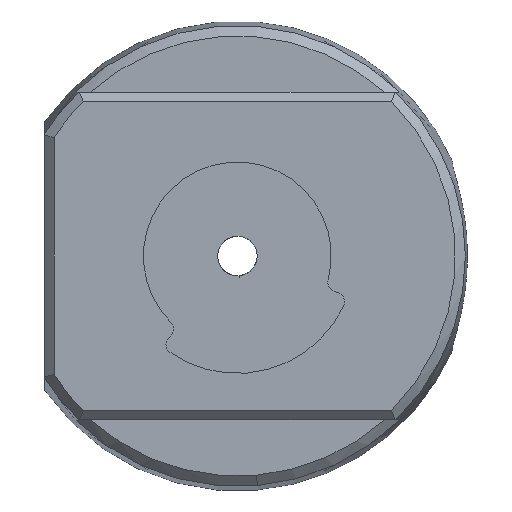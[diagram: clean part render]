
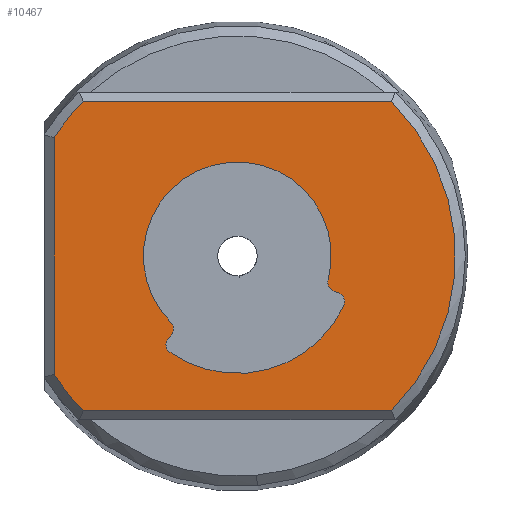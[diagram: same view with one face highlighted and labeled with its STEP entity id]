
A CAD part, left-side view. The second image highlights one B-rep face of the part: STEP entity #10467.
In plain terms, the highlighted planar face has unit normal (-1, 0, 0).
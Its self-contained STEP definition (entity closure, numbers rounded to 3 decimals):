
#39 = EDGE_CURVE ( 'NONE', #986, #15758, #13526, .T. ) ;
#60 = VERTEX_POINT ( 'NONE', #228 ) ;
#108 = CARTESIAN_POINT ( 'NONE',  ( -15., -12.745, -1.109 ) ) ;
#228 = CARTESIAN_POINT ( 'NONE',  ( -15., 17.391, -10.897 ) ) ;
#361 = DIRECTION ( 'NONE',  ( -1., 0., 0. ) ) ;
#362 = VECTOR ( 'NONE', #12084, 1000. ) ;
#433 = DIRECTION ( 'NONE',  ( 0., 0.087, 0.996 ) ) ;
#575 = CARTESIAN_POINT ( 'NONE',  ( -15., -1.237, 11.66 ) ) ;
#697 = VERTEX_POINT ( 'NONE', #15094 ) ;
#986 = VERTEX_POINT ( 'NONE', #6627 ) ;
#1028 = DIRECTION ( 'NONE',  ( -1., 0., 0. ) ) ;
#1075 = EDGE_CURVE ( 'NONE', #9017, #2198, #5495, .T. ) ;
#1400 = DIRECTION ( 'NONE',  ( 0., 0.087, 0.996 ) ) ;
#1506 = AXIS2_PLACEMENT_3D ( 'NONE', #108, #1028, #15351 ) ;
#1531 = CARTESIAN_POINT ( 'NONE',  ( -15., -12.532, -3.16 ) ) ;
#1609 = VERTEX_POINT ( 'NONE', #7081 ) ;
#1658 = CARTESIAN_POINT ( 'NONE',  ( -15., -18.505, 18.131 ) ) ;
#1695 = DIRECTION ( 'NONE',  ( 0., 0.087, 0.996 ) ) ;
#1868 = CARTESIAN_POINT ( 'NONE',  ( -15., -18.913, -14.735 ) ) ;
#1878 = VERTEX_POINT ( 'NONE', #15453 ) ;
#1957 = ORIENTED_EDGE ( 'NONE', *, *, #10888, .F. ) ;
#1961 = AXIS2_PLACEMENT_3D ( 'NONE', #9755, #4904, #5905 ) ;
#2198 = VERTEX_POINT ( 'NONE', #10174 ) ;
#2230 = CARTESIAN_POINT ( 'NONE',  ( -15., 5.063, -8.54 ) ) ;
#2355 = CARTESIAN_POINT ( 'NONE',  ( -15., -2.109, 1.698 ) ) ;
#2363 = VERTEX_POINT ( 'NONE', #10022 ) ;
#2550 = CIRCLE ( 'NONE', #4679, 10. ) ;
#2781 = ORIENTED_EDGE ( 'NONE', *, *, #10706, .T. ) ;
#2825 = CARTESIAN_POINT ( 'NONE',  ( -15., 5.699, -6.051 ) ) ;
#3117 = DIRECTION ( 'NONE',  ( 0., 0., -1. ) ) ;
#3439 = CARTESIAN_POINT ( 'NONE',  ( -15., -2.109, 1.698 ) ) ;
#3519 = FACE_BOUND ( 'NONE', #6174, .T. ) ;
#3688 = CARTESIAN_POINT ( 'NONE',  ( -15., -13.439, -3.582 ) ) ;
#3881 = VECTOR ( 'NONE', #4953, 1000. ) ;
#4085 = AXIS2_PLACEMENT_3D ( 'NONE', #1531, #15684, #1695 ) ;
#4349 = CIRCLE ( 'NONE', #4085, 1. ) ;
#4374 = LINE ( 'NONE', #1868, #362 ) ;
#4380 = CARTESIAN_POINT ( 'NONE',  ( -15., 4.989, -5.346 ) ) ;
#4444 = VERTEX_POINT ( 'NONE', #3688 ) ;
#4587 = VERTEX_POINT ( 'NONE', #6616 ) ;
#4679 = AXIS2_PLACEMENT_3D ( 'NONE', #10404, #361, #6397 ) ;
#4714 = CARTESIAN_POINT ( 'NONE',  ( -15., -12.403, -2.049 ) ) ;
#4774 = CARTESIAN_POINT ( 'NONE',  ( -15., -13.855, -2.577 ) ) ;
#4904 = DIRECTION ( 'NONE',  ( -1., 0., 0. ) ) ;
#4953 = DIRECTION ( 'NONE',  ( 0., 0.643, -0.766 ) ) ;
#4964 = AXIS2_PLACEMENT_3D ( 'NONE', #11746, #11662, #433 ) ;
#4997 = EDGE_CURVE ( 'NONE', #13650, #6008, #16238, .T. ) ;
#5369 = ORIENTED_EDGE ( 'NONE', *, *, #8942, .F. ) ;
#5495 = CIRCLE ( 'NONE', #4964, 1. ) ;
#5872 = DIRECTION ( 'NONE',  ( 0., 0.087, 0.996 ) ) ;
#5905 = DIRECTION ( 'NONE',  ( 0., 0.087, 0.996 ) ) ;
#5922 = ORIENTED_EDGE ( 'NONE', *, *, #10374, .T. ) ;
#5955 = CIRCLE ( 'NONE', #14009, 10. ) ;
#6008 = VERTEX_POINT ( 'NONE', #4714 ) ;
#6174 = EDGE_LOOP ( 'NONE', ( #5369, #6422, #6706, #8398, #10455, #9406, #1957, #14465, #13968 ) ) ;
#6252 = DIRECTION ( 'NONE',  ( -1., 0., 0. ) ) ;
#6283 = AXIS2_PLACEMENT_3D ( 'NONE', #11838, #10488, #12761 ) ;
#6397 = DIRECTION ( 'NONE',  ( 0., 0.087, 0.996 ) ) ;
#6422 = ORIENTED_EDGE ( 'NONE', *, *, #6477, .T. ) ;
#6477 = EDGE_CURVE ( 'NONE', #697, #6008, #11674, .T. ) ;
#6616 = CARTESIAN_POINT ( 'NONE',  ( -15., -18.505, -14.735 ) ) ;
#6627 = CARTESIAN_POINT ( 'NONE',  ( -15., 4.932, -6.694 ) ) ;
#6706 = ORIENTED_EDGE ( 'NONE', *, *, #4997, .F. ) ;
#6920 = EDGE_CURVE ( 'NONE', #13650, #4444, #4349, .T. ) ;
#7039 = CIRCLE ( 'NONE', #9975, 23.214 ) ;
#7081 = CARTESIAN_POINT ( 'NONE',  ( -15., 14.287, 18.131 ) ) ;
#7129 = DIRECTION ( 'NONE',  ( -1., 0., 0. ) ) ;
#7196 = EDGE_CURVE ( 'NONE', #8534, #1609, #15595, .T. ) ;
#7297 = AXIS2_PLACEMENT_3D ( 'NONE', #2355, #16166, #5872 ) ;
#7420 = CIRCLE ( 'NONE', #11717, 23.214 ) ;
#7447 = EDGE_LOOP ( 'NONE', ( #16547, #5922, #2781, #15159, #11577, #14890 ) ) ;
#7462 = PLANE ( 'NONE',  #7297 ) ;
#7659 = VECTOR ( 'NONE', #11222, 1000. ) ;
#8398 = ORIENTED_EDGE ( 'NONE', *, *, #6920, .T. ) ;
#8534 = VERTEX_POINT ( 'NONE', #1658 ) ;
#8551 = CARTESIAN_POINT ( 'NONE',  ( -15., -12.874, -2.22 ) ) ;
#8907 = VECTOR ( 'NONE', #9391, 1000. ) ;
#8942 = EDGE_CURVE ( 'NONE', #697, #12664, #5955, .T. ) ;
#8969 = CARTESIAN_POINT ( 'NONE',  ( -15., 4.319, -5.962 ) ) ;
#9017 = VERTEX_POINT ( 'NONE', #2230 ) ;
#9238 = AXIS2_PLACEMENT_3D ( 'NONE', #2825, #10272, #1400 ) ;
#9391 = DIRECTION ( 'NONE',  ( 0., 1., 0. ) ) ;
#9406 = ORIENTED_EDGE ( 'NONE', *, *, #1075, .T. ) ;
#9482 = LINE ( 'NONE', #14602, #14534 ) ;
#9755 = CARTESIAN_POINT ( 'NONE',  ( -15., -2.109, 1.698 ) ) ;
#9879 = EDGE_CURVE ( 'NONE', #60, #2363, #16134, .T. ) ;
#9975 = AXIS2_PLACEMENT_3D ( 'NONE', #3439, #7129, #12404 ) ;
#10022 = CARTESIAN_POINT ( 'NONE',  ( -15., 14.287, -14.735 ) ) ;
#10174 = CARTESIAN_POINT ( 'NONE',  ( -15., 5.255, -7.078 ) ) ;
#10272 = DIRECTION ( 'NONE',  ( -1., 0., 0. ) ) ;
#10374 = EDGE_CURVE ( 'NONE', #2363, #4587, #4374, .T. ) ;
#10391 = EDGE_CURVE ( 'NONE', #1878, #60, #9482, .T. ) ;
#10404 = CARTESIAN_POINT ( 'NONE',  ( -15., -2.109, 1.698 ) ) ;
#10455 = ORIENTED_EDGE ( 'NONE', *, *, #11304, .F. ) ;
#10467 = ADVANCED_FACE ( 'NONE', ( #14921, #3519 ), #7462, .T. ) ;
#10488 = DIRECTION ( 'NONE',  ( -1., 0., 0. ) ) ;
#10706 = EDGE_CURVE ( 'NONE', #4587, #8534, #7039, .T. ) ;
#10888 = EDGE_CURVE ( 'NONE', #986, #2198, #15422, .T. ) ;
#11210 = EDGE_CURVE ( 'NONE', #12664, #15758, #2550, .T. ) ;
#11222 = DIRECTION ( 'NONE',  ( 0., 0.94, 0.342 ) ) ;
#11304 = EDGE_CURVE ( 'NONE', #9017, #4444, #13515, .T. ) ;
#11577 = ORIENTED_EDGE ( 'NONE', *, *, #14872, .T. ) ;
#11662 = DIRECTION ( 'NONE',  ( 1., 0., 0. ) ) ;
#11674 = CIRCLE ( 'NONE', #1506, 1. ) ;
#11717 = AXIS2_PLACEMENT_3D ( 'NONE', #15218, #6252, #13794 ) ;
#11746 = CARTESIAN_POINT ( 'NONE',  ( -15., 4.489, -7.721 ) ) ;
#11838 = CARTESIAN_POINT ( 'NONE',  ( -15., -2.109, 1.698 ) ) ;
#12084 = DIRECTION ( 'NONE',  ( 0., -1., 0. ) ) ;
#12404 = DIRECTION ( 'NONE',  ( 0., 0.087, 0.996 ) ) ;
#12664 = VERTEX_POINT ( 'NONE', #575 ) ;
#12761 = DIRECTION ( 'NONE',  ( 0., 0.087, 0.996 ) ) ;
#13003 = CARTESIAN_POINT ( 'NONE',  ( -15., 14.696, 18.131 ) ) ;
#13515 = CIRCLE ( 'NONE', #6283, 12.5 ) ;
#13526 = CIRCLE ( 'NONE', #9238, 1. ) ;
#13650 = VERTEX_POINT ( 'NONE', #8551 ) ;
#13794 = DIRECTION ( 'NONE',  ( 0., 0.087, 0.996 ) ) ;
#13968 = ORIENTED_EDGE ( 'NONE', *, *, #11210, .F. ) ;
#14009 = AXIS2_PLACEMENT_3D ( 'NONE', #14960, #14876, #16288 ) ;
#14465 = ORIENTED_EDGE ( 'NONE', *, *, #39, .T. ) ;
#14534 = VECTOR ( 'NONE', #3117, 1000. ) ;
#14602 = CARTESIAN_POINT ( 'NONE',  ( -15., 17.391, -11.188 ) ) ;
#14872 = EDGE_CURVE ( 'NONE', #1609, #1878, #7420, .T. ) ;
#14876 = DIRECTION ( 'NONE',  ( -1., 0., 0. ) ) ;
#14890 = ORIENTED_EDGE ( 'NONE', *, *, #10391, .T. ) ;
#14921 = FACE_OUTER_BOUND ( 'NONE', #7447, .T. ) ;
#14960 = CARTESIAN_POINT ( 'NONE',  ( -15., -2.109, 1.698 ) ) ;
#15094 = CARTESIAN_POINT ( 'NONE',  ( -15., -11.778, -0.854 ) ) ;
#15159 = ORIENTED_EDGE ( 'NONE', *, *, #7196, .T. ) ;
#15218 = CARTESIAN_POINT ( 'NONE',  ( -15., -2.109, 1.698 ) ) ;
#15351 = DIRECTION ( 'NONE',  ( 0., 0.087, 0.996 ) ) ;
#15422 = LINE ( 'NONE', #8969, #3881 ) ;
#15453 = CARTESIAN_POINT ( 'NONE',  ( -15., 17.391, 14.293 ) ) ;
#15595 = LINE ( 'NONE', #13003, #8907 ) ;
#15684 = DIRECTION ( 'NONE',  ( 1., 0., 0. ) ) ;
#15758 = VERTEX_POINT ( 'NONE', #4380 ) ;
#16134 = CIRCLE ( 'NONE', #1961, 23.214 ) ;
#16166 = DIRECTION ( 'NONE',  ( -1., 0., 0. ) ) ;
#16238 = LINE ( 'NONE', #4774, #7659 ) ;
#16288 = DIRECTION ( 'NONE',  ( 0., 0.087, 0.996 ) ) ;
#16547 = ORIENTED_EDGE ( 'NONE', *, *, #9879, .T. ) ;
